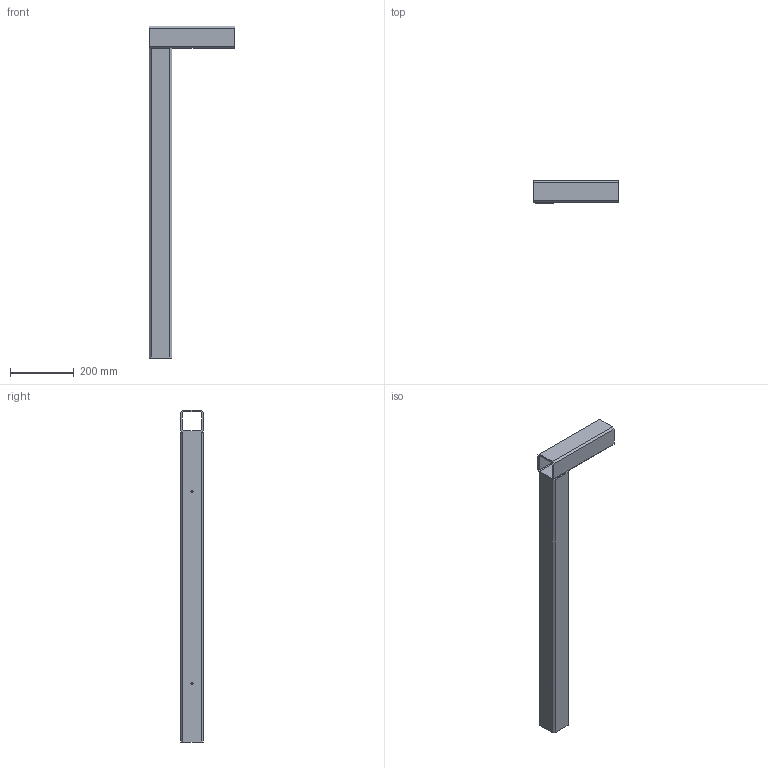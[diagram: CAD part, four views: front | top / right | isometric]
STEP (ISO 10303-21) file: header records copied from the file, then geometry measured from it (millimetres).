
FILE_DESCRIPTION(/* description */ ('STEP AP214'),/* implementation_level */ '2;1');
FILE_NAME(/* name */ '625b94a78af6832b8556162f',/* time_stamp */ '2022-04-17T04:16:39+00:00',/* author */ (''),/* organization */ (''),/* preprocessor_version */ 'ST-DEVELOPER v18.101',/* originating_system */ ' ',/* authorisation */ ' ');
FILE_SCHEMA (('AUTOMOTIVE_DESIGN {1 0 10303 214 3 1 1}'));
Length unit declared in the file: metre
Products named in the file (1): Part 411
Bounding box: 266.7 x 69.85 x 1039.52 mm (x, y, z)
Volume: 1464022.7 mm3; surface area: 618826.9 mm2
Topology: 1 solids, 1 shells, 41 faces, 118 edges, 76 vertices
Faces by surface type: plane 37, cylinder 4
Full cylindrical faces by diameter (mm): 6.35 x4
Entity records: 1336 total; most frequent: CARTESIAN_POINT 228, ORIENTED_EDGE 224, DIRECTION 204, EDGE_CURVE 112, LINE 104, VECTOR 104, VERTEX_POINT 74, EDGE_LOOP 56
